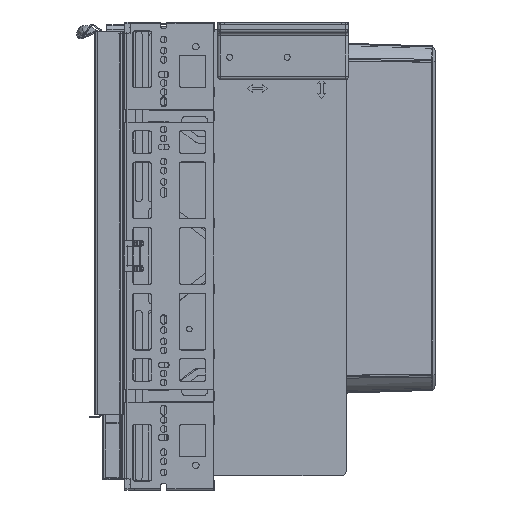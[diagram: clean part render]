
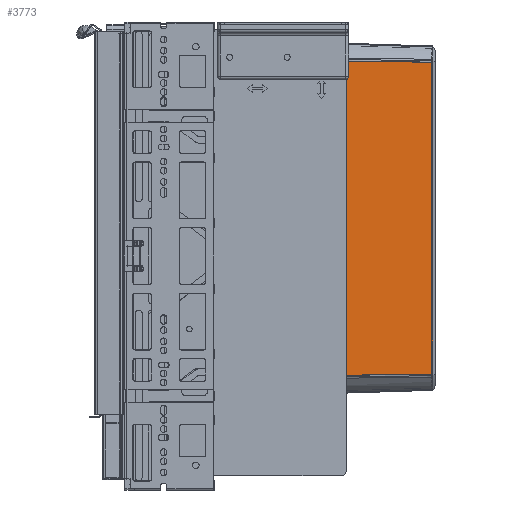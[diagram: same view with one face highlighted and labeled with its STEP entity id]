
A CAD part, left-side view. The second image highlights one B-rep face of the part: STEP entity #3773.
In plain terms, the highlighted planar face has unit normal (-1, -0.031, 0).
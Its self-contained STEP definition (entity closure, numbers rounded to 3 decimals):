
#3773=ADVANCED_FACE('3679',(#13008),#13009,.T.);
#13008=FACE_OUTER_BOUND('',#33728,.T.);
#13009=PLANE('',#33729);
#33728=EDGE_LOOP('',(#66348,#66349,#66350,#66351));
#33729=AXIS2_PLACEMENT_3D('',#66352,#66353,#66354);
#66348=ORIENTED_EDGE('',*,*,#91901,.T.);
#66349=ORIENTED_EDGE('',*,*,#91902,.F.);
#66350=ORIENTED_EDGE('',*,*,#91860,.F.);
#66351=ORIENTED_EDGE('',*,*,#91900,.F.);
#66352=CARTESIAN_POINT('',(-355.499,-130.469,-191.5));
#66353=DIRECTION('',(-1.,-0.031,0.0));
#66354=DIRECTION('',(0.031,-1.,0.0));
#91860=EDGE_CURVE('3335',#111115,#111117,#111118,.T.);
#91900=EDGE_CURVE('3370',#111168,#111115,#111170,.T.);
#91901=EDGE_CURVE('3374',#111168,#111171,#111172,.T.);
#91902=EDGE_CURVE('3373',#111117,#111171,#111173,.T.);
#111115=VERTEX_POINT('',#145086);
#111117=VERTEX_POINT('',#145094);
#111118=LINE('',#145095,#145096);
#111168=VERTEX_POINT('',#145264);
#111170=LINE('',#145271,#145272);
#111171=VERTEX_POINT('',#145273);
#111172=LINE('',#145274,#145275);
#111173=LINE('',#145276,#145277);
#145086=CARTESIAN_POINT('',(-359.871,9.8,-349.929));
#145094=CARTESIAN_POINT('',(-359.871,9.8,-33.07));
#145095=CARTESIAN_POINT('',(-359.871,9.8,-349.929));
#145096=VECTOR('',#173321,316.858);
#145264=CARTESIAN_POINT('',(-350.516,-290.329,-346.08));
#145271=CARTESIAN_POINT('',(-350.516,-290.329,-346.08));
#145272=VECTOR('',#173352,300.299);
#145273=CARTESIAN_POINT('',(-350.516,-290.329,-36.92));
#145274=CARTESIAN_POINT('',(-350.516,-290.329,-346.08));
#145275=VECTOR('',#173353,309.161);
#145276=CARTESIAN_POINT('',(-359.871,9.8,-33.07));
#145277=VECTOR('',#173354,300.299);
#173321=DIRECTION('',(0.,0.,1.0));
#173352=DIRECTION('',(-0.031,0.999,-0.013));
#173353=DIRECTION('',(0.,0.,1.0));
#173354=DIRECTION('',(0.031,-0.999,-0.013));
